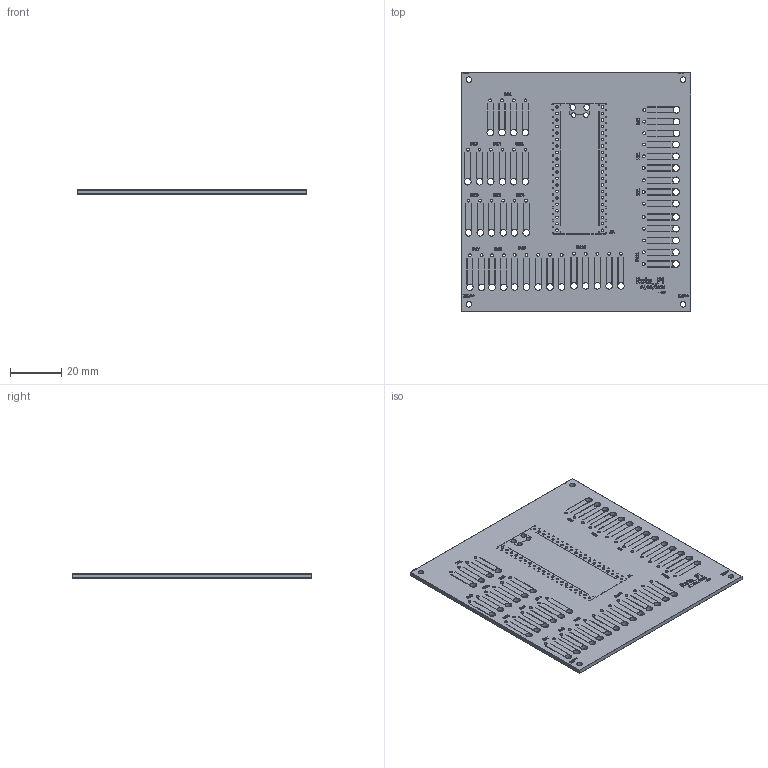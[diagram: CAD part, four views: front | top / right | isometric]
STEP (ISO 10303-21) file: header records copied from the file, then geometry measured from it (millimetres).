
FILE_DESCRIPTION(('KiCad electronic assembly'),'2;1');
FILE_NAME('pcb file.step','2025-07-07T21:15:51',('Pcbnew'),('Kicad'), 'Open CASCADE STEP processor 7.8','KiCad to STEP converter','Unknown' );
FILE_SCHEMA(('AUTOMOTIVE_DESIGN { 1 0 10303 214 1 1 1 1 }'));
Length unit declared in the file: millimetre
Products named in the file (4): pcb file 1; KiCAD_silkscreen; KiCAD_soldermask; KiCAD_PCB
Assembly tree (3 placements, depth 2):
  pcb file 1
    KiCAD_silkscreen
    KiCAD_soldermask
    KiCAD_PCB
Bounding box: 90 x 94 x 1.64 mm (x, y, z)
Volume: 12262.8 mm3; surface area: 34274.4 mm2
Topology: 1 solids, 265 shells, 407 faces, 3287 edges, 3146 vertices
Faces by surface type: plane 271, cylinder 136
Full cylindrical faces by diameter (mm): 1 x40, 1.15 x44, 1.85 x2, 2.2 x6, 2.6 x44
Entity records: 35118 total; most frequent: CARTESIAN_POINT 6844, DIRECTION 5421, ORIENTED_EDGE 3710, EDGE_CURVE 3287, VERTEX_POINT 3146, LINE 1975, VECTOR 1975, AXIS2_PLACEMENT_3D 1723
